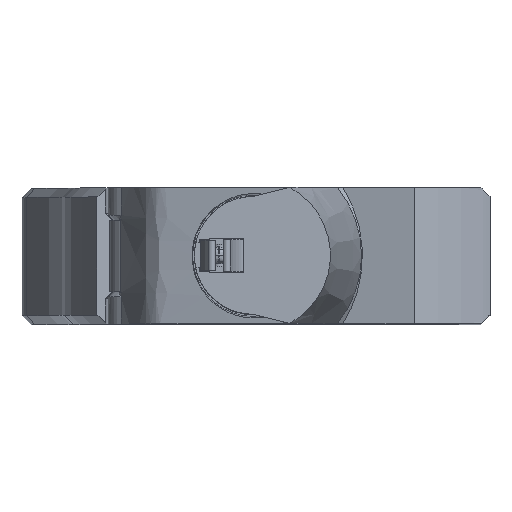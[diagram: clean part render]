
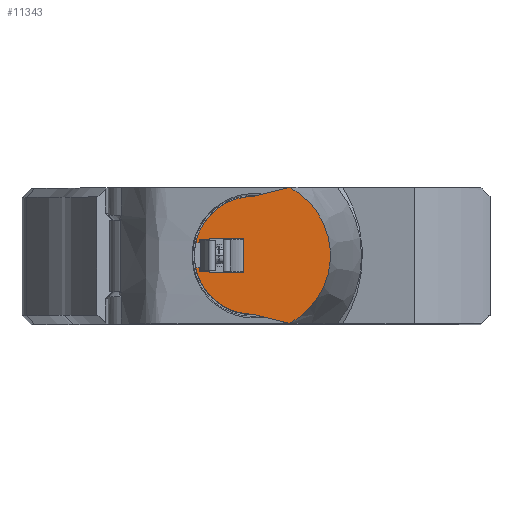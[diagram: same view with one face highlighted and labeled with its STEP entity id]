
A CAD part, top view. The second image highlights one B-rep face of the part: STEP entity #11343.
In plain terms, the highlighted planar face has unit normal (0, 0, 1).
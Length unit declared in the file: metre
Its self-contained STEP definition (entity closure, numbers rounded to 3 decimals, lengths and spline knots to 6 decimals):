
#130=CIRCLE('',#12254,0.012988);
#131=CIRCLE('',#12258,0.012988);
#133=CIRCLE('',#12263,0.016988);
#2582=ORIENTED_EDGE('',*,*,#5896,.F.);
#2583=ORIENTED_EDGE('',*,*,#5897,.T.);
#2584=ORIENTED_EDGE('',*,*,#5898,.F.);
#2585=ORIENTED_EDGE('',*,*,#5899,.T.);
#2586=ORIENTED_EDGE('',*,*,#5900,.T.);
#2587=ORIENTED_EDGE('',*,*,#5901,.F.);
#2588=ORIENTED_EDGE('',*,*,#5902,.F.);
#2589=ORIENTED_EDGE('',*,*,#5903,.T.);
#2590=ORIENTED_EDGE('',*,*,#5868,.F.);
#2591=ORIENTED_EDGE('',*,*,#5904,.T.);
#2592=ORIENTED_EDGE('',*,*,#5905,.T.);
#2593=ORIENTED_EDGE('',*,*,#5906,.T.);
#2594=ORIENTED_EDGE('',*,*,#5907,.T.);
#2595=ORIENTED_EDGE('',*,*,#5908,.F.);
#2596=ORIENTED_EDGE('',*,*,#5888,.F.);
#2597=ORIENTED_EDGE('',*,*,#5909,.F.);
#2598=ORIENTED_EDGE('',*,*,#5910,.T.);
#2599=ORIENTED_EDGE('',*,*,#5911,.T.);
#2600=ORIENTED_EDGE('',*,*,#5912,.F.);
#2601=ORIENTED_EDGE('',*,*,#5913,.F.);
#2602=ORIENTED_EDGE('',*,*,#5914,.T.);
#2603=ORIENTED_EDGE('',*,*,#5915,.F.);
#5868=EDGE_CURVE('',#7573,#7574,#130,.T.);
#5888=EDGE_CURVE('',#7587,#7588,#131,.T.);
#5896=EDGE_CURVE('',#7594,#7595,#8615,.T.);
#5897=EDGE_CURVE('',#7594,#7596,#8616,.T.);
#5898=EDGE_CURVE('',#7597,#7596,#8617,.T.);
#5899=EDGE_CURVE('',#7597,#7598,#8618,.T.);
#5900=EDGE_CURVE('',#7598,#7599,#8619,.F.);
#5901=EDGE_CURVE('',#7600,#7599,#8620,.T.);
#5902=EDGE_CURVE('',#7601,#7600,#8621,.T.);
#5903=EDGE_CURVE('',#7601,#7574,#8622,.T.);
#5904=EDGE_CURVE('',#7573,#7602,#8623,.T.);
#5905=EDGE_CURVE('',#7602,#7603,#8624,.T.);
#5906=EDGE_CURVE('',#7603,#7604,#133,.T.);
#5907=EDGE_CURVE('',#7604,#7605,#8625,.F.);
#5908=EDGE_CURVE('',#7588,#7605,#8626,.T.);
#5909=EDGE_CURVE('',#7606,#7587,#8627,.T.);
#5910=EDGE_CURVE('',#7606,#7607,#8628,.T.);
#5911=EDGE_CURVE('',#7607,#7608,#8629,.T.);
#5912=EDGE_CURVE('',#7609,#7608,#8630,.F.);
#5913=EDGE_CURVE('',#7610,#7609,#8631,.T.);
#5914=EDGE_CURVE('',#7610,#7611,#8632,.T.);
#5915=EDGE_CURVE('',#7595,#7611,#8633,.T.);
#7573=VERTEX_POINT('',#18245);
#7574=VERTEX_POINT('',#18246);
#7587=VERTEX_POINT('',#18480);
#7588=VERTEX_POINT('',#18482);
#7594=VERTEX_POINT('',#18522);
#7595=VERTEX_POINT('',#18523);
#7596=VERTEX_POINT('',#18525);
#7597=VERTEX_POINT('',#18527);
#7598=VERTEX_POINT('',#18529);
#7599=VERTEX_POINT('',#18531);
#7600=VERTEX_POINT('',#18533);
#7601=VERTEX_POINT('',#18535);
#7602=VERTEX_POINT('',#18538);
#7603=VERTEX_POINT('',#18540);
#7604=VERTEX_POINT('',#18542);
#7605=VERTEX_POINT('',#18544);
#7606=VERTEX_POINT('',#18547);
#7607=VERTEX_POINT('',#18549);
#7608=VERTEX_POINT('',#18551);
#7609=VERTEX_POINT('',#18553);
#7610=VERTEX_POINT('',#18555);
#7611=VERTEX_POINT('',#18557);
#8615=LINE('',#18521,#9053);
#8616=LINE('',#18524,#9054);
#8617=LINE('',#18526,#9055);
#8618=LINE('',#18528,#9056);
#8619=LINE('',#18530,#9057);
#8620=LINE('',#18532,#9058);
#8621=LINE('',#18534,#9059);
#8622=LINE('',#18536,#9060);
#8623=LINE('',#18537,#9061);
#8624=LINE('',#18539,#9062);
#8625=LINE('',#18543,#9063);
#8626=LINE('',#18545,#9064);
#8627=LINE('',#18546,#9065);
#8628=LINE('',#18548,#9066);
#8629=LINE('',#18550,#9067);
#8630=LINE('',#18552,#9068);
#8631=LINE('',#18554,#9069);
#8632=LINE('',#18556,#9070);
#8633=LINE('',#18558,#9071);
#9053=VECTOR('',#13238,1.);
#9054=VECTOR('',#13239,1.);
#9055=VECTOR('',#13240,1.);
#9056=VECTOR('',#13241,1.);
#9057=VECTOR('',#13242,1.);
#9058=VECTOR('',#13243,1.);
#9059=VECTOR('',#13244,1.);
#9060=VECTOR('',#13245,1.);
#9061=VECTOR('',#13246,1.);
#9062=VECTOR('',#13247,1.);
#9063=VECTOR('',#13250,1.);
#9064=VECTOR('',#13251,1.);
#9065=VECTOR('',#13252,1.);
#9066=VECTOR('',#13253,1.);
#9067=VECTOR('',#13254,1.);
#9068=VECTOR('',#13255,1.);
#9069=VECTOR('',#13256,1.);
#9070=VECTOR('',#13257,1.);
#9071=VECTOR('',#13258,1.);
#9566=EDGE_LOOP('',(#2582,#2583,#2584,#2585,#2586,#2587,#2588,#2589,#2590,
#2591,#2592,#2593,#2594,#2595,#2596,#2597,#2598,#2599,#2600,#2601,#2602,
#2603));
#10357=FACE_BOUND('',#9566,.T.);
#11029=PLANE('',#12262);
#11343=ADVANCED_FACE('',(#10357),#11029,.T.);
#12254=AXIS2_PLACEMENT_3D('',#18244,#13208,#13209);
#12258=AXIS2_PLACEMENT_3D('',#18481,#13224,#13225);
#12262=AXIS2_PLACEMENT_3D('',#18520,#13236,#13237);
#12263=AXIS2_PLACEMENT_3D('',#18541,#13248,#13249);
#13208=DIRECTION('',(0.,0.,-1.));
#13209=DIRECTION('',(-1.,0.,0.));
#13224=DIRECTION('',(0.,0.,-1.));
#13225=DIRECTION('',(-1.,0.,0.));
#13236=DIRECTION('',(0.,0.,1.));
#13237=DIRECTION('',(1.,0.,0.));
#13238=DIRECTION('',(0.,1.,0.));
#13239=DIRECTION('',(-1.,0.,0.));
#13240=DIRECTION('',(0.,-1.,0.));
#13241=DIRECTION('',(-1.,0.,0.));
#13242=DIRECTION('',(0.,1.,0.));
#13243=DIRECTION('',(1.,0.,0.));
#13244=DIRECTION('',(0.,-1.,0.));
#13245=DIRECTION('',(-1.,0.,0.));
#13246=DIRECTION('',(0.,-1.,0.));
#13247=DIRECTION('',(0.97,-0.242,0.));
#13248=DIRECTION('',(0.,0.,1.));
#13249=DIRECTION('',(1.,0.,0.));
#13250=DIRECTION('',(0.97,0.242,0.));
#13251=DIRECTION('',(0.,1.,0.));
#13252=DIRECTION('',(-1.,0.,0.));
#13253=DIRECTION('',(0.,1.,0.));
#13254=DIRECTION('',(1.,0.,0.));
#13255=DIRECTION('',(0.,-1.,0.));
#13256=DIRECTION('',(-1.,0.,0.));
#13257=DIRECTION('',(0.,1.,0.));
#13258=DIRECTION('',(-1.,0.,0.));
#18244=CARTESIAN_POINT('',(0.017485,0.,0.082326));
#18245=CARTESIAN_POINT('',(0.017485,-0.012988,0.082326));
#18246=CARTESIAN_POINT('',(0.004798,-0.00278,0.082326));
#18480=CARTESIAN_POINT('',(0.004798,0.00278,0.082326));
#18481=CARTESIAN_POINT('',(0.017485,0.,0.082326));
#18482=CARTESIAN_POINT('',(0.017485,0.012988,0.082326));
#18520=CARTESIAN_POINT('',(0.024919,0.00006,0.082326));
#18521=CARTESIAN_POINT('',(0.015375,0.,0.082326));
#18522=CARTESIAN_POINT('',(0.015375,-0.00378,0.082326));
#18523=CARTESIAN_POINT('',(0.015375,0.00378,0.082326));
#18524=CARTESIAN_POINT('',(0.00826,-0.00378,0.082326));
#18525=CARTESIAN_POINT('',(0.007809,-0.00378,0.082326));
#18526=CARTESIAN_POINT('',(0.007809,-0.00278,0.082326));
#18527=CARTESIAN_POINT('',(0.007809,-0.00278,0.082326));
#18528=CARTESIAN_POINT('',(0.00826,-0.00278,0.082326));
#18529=CARTESIAN_POINT('',(0.007731,-0.00278,0.082326));
#18530=CARTESIAN_POINT('',(0.007731,0.,0.082326));
#18531=CARTESIAN_POINT('',(0.007731,-0.00353,0.082326));
#18532=CARTESIAN_POINT('',(0.00826,-0.00353,0.082326));
#18533=CARTESIAN_POINT('',(0.005609,-0.00353,0.082326));
#18534=CARTESIAN_POINT('',(0.005609,-0.00278,0.082326));
#18535=CARTESIAN_POINT('',(0.005609,-0.00278,0.082326));
#18536=CARTESIAN_POINT('',(0.00826,-0.00278,0.082326));
#18537=CARTESIAN_POINT('',(0.017485,-0.014988,0.082326));
#18538=CARTESIAN_POINT('',(0.017485,-0.013,0.082326));
#18539=CARTESIAN_POINT('',(0.021418,-0.013981,0.082326));
#18540=CARTESIAN_POINT('',(0.025475,-0.014992,0.082326));
#18541=CARTESIAN_POINT('',(0.017485,0.,0.082326));
#18542=CARTESIAN_POINT('',(0.025475,0.014992,0.082326));
#18543=CARTESIAN_POINT('',(0.021446,0.013988,0.082326));
#18544=CARTESIAN_POINT('',(0.017485,0.013,0.082326));
#18545=CARTESIAN_POINT('',(0.017485,0.014988,0.082326));
#18546=CARTESIAN_POINT('',(0.00826,0.00278,0.082326));
#18547=CARTESIAN_POINT('',(0.005609,0.00278,0.082326));
#18548=CARTESIAN_POINT('',(0.005609,0.00278,0.082326));
#18549=CARTESIAN_POINT('',(0.005609,0.00353,0.082326));
#18550=CARTESIAN_POINT('',(0.00826,0.00353,0.082326));
#18551=CARTESIAN_POINT('',(0.007731,0.00353,0.082326));
#18552=CARTESIAN_POINT('',(0.007731,0.,0.082326));
#18553=CARTESIAN_POINT('',(0.007731,0.00278,0.082326));
#18554=CARTESIAN_POINT('',(0.00826,0.00278,0.082326));
#18555=CARTESIAN_POINT('',(0.007809,0.00278,0.082326));
#18556=CARTESIAN_POINT('',(0.007809,0.00278,0.082326));
#18557=CARTESIAN_POINT('',(0.007809,0.00378,0.082326));
#18558=CARTESIAN_POINT('',(0.00826,0.00378,0.082326));
